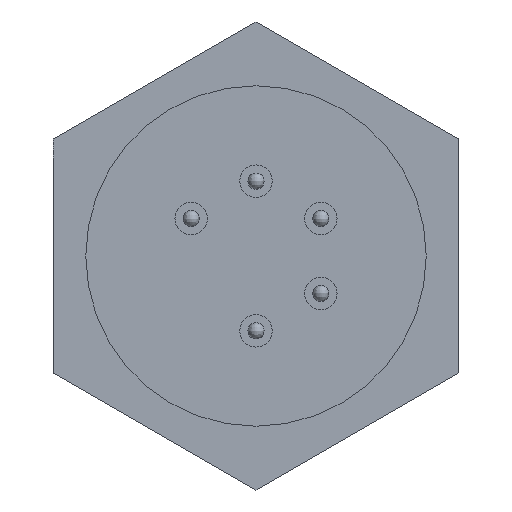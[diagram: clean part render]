
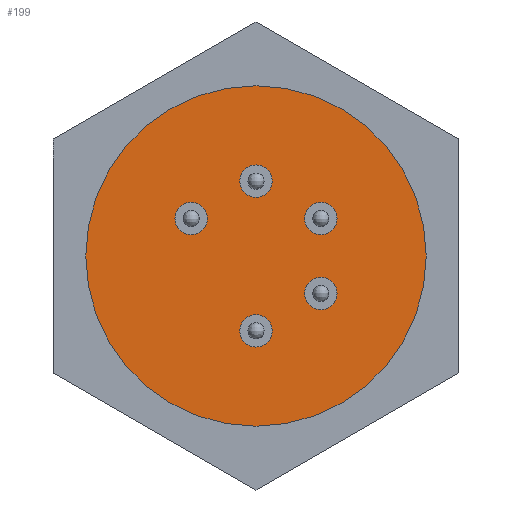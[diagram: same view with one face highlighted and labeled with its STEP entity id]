
A CAD part, front view. The second image highlights one B-rep face of the part: STEP entity #199.
In plain terms, the highlighted planar face has unit normal (0, -1, 0).
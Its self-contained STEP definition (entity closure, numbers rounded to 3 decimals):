
#15 = FACE_BOUND ( 'NONE', #2776, .T. ) ;
#60 = FACE_BOUND ( 'NONE', #1949, .T. ) ;
#64 = AXIS2_PLACEMENT_3D ( 'NONE', #604, #609, #611 ) ;
#105 = DIRECTION ( 'NONE',  ( -1., 0., 0. ) ) ;
#158 = VERTEX_POINT ( 'NONE', #220 ) ;
#199 = ADVANCED_FACE ( 'NONE', ( #251, #623, #2880, #15, #2163, #60 ), #361, .T. ) ;
#215 = EDGE_LOOP ( 'NONE', ( #792, #637 ) ) ;
#220 = CARTESIAN_POINT ( 'NONE',  ( -0.798, -12.951, 30.91 ) ) ;
#251 = FACE_OUTER_BOUND ( 'NONE', #339, .T. ) ;
#254 = AXIS2_PLACEMENT_3D ( 'NONE', #2363, #2361, #2358 ) ;
#308 = VERTEX_POINT ( 'NONE', #461 ) ;
#339 = EDGE_LOOP ( 'NONE', ( #502, #1186 ) ) ;
#361 = PLANE ( 'NONE',  #1379 ) ;
#363 = EDGE_CURVE ( 'NONE', #308, #521, #591, .T. ) ;
#369 = CARTESIAN_POINT ( 'NONE',  ( 6.351, -12.951, 28.6 ) ) ;
#390 = DIRECTION ( 'NONE',  ( 1., 0., 0. ) ) ;
#431 = EDGE_CURVE ( 'NONE', #158, #2596, #2604, .T. ) ;
#461 = CARTESIAN_POINT ( 'NONE',  ( -0.799, -12.951, 26.291 ) ) ;
#467 = AXIS2_PLACEMENT_3D ( 'NONE', #2178, #2179, #2184 ) ;
#487 = VERTEX_POINT ( 'NONE', #670 ) ;
#501 = CIRCLE ( 'NONE', #467, 10.5 ) ;
#502 = ORIENTED_EDGE ( 'NONE', *, *, #1227, .F. ) ;
#521 = VERTEX_POINT ( 'NONE', #730 ) ;
#591 = CIRCLE ( 'NONE', #64, 1. ) ;
#604 = CARTESIAN_POINT ( 'NONE',  ( 0.201, -12.951, 26.291 ) ) ;
#606 = AXIS2_PLACEMENT_3D ( 'NONE', #1921, #1922, #105 ) ;
#609 = DIRECTION ( 'NONE',  ( 0., 1., 0. ) ) ;
#611 = DIRECTION ( 'NONE',  ( -1., 0., 0. ) ) ;
#623 = FACE_BOUND ( 'NONE', #2654, .T. ) ;
#637 = ORIENTED_EDGE ( 'NONE', *, *, #1192, .T. ) ;
#653 = DIRECTION ( 'NONE',  ( 0., -1., 0. ) ) ;
#670 = CARTESIAN_POINT ( 'NONE',  ( -2.8, -12.951, 23.981 ) ) ;
#682 = ORIENTED_EDGE ( 'NONE', *, *, #1206, .T. ) ;
#684 = CARTESIAN_POINT ( 'NONE',  ( 0.202, -12.951, 30.91 ) ) ;
#687 = DIRECTION ( 'NONE',  ( 0., 1., 0. ) ) ;
#689 = CIRCLE ( 'NONE', #891, 1. ) ;
#690 = DIRECTION ( 'NONE',  ( -1., 0., 0. ) ) ;
#730 = CARTESIAN_POINT ( 'NONE',  ( 1.201, -12.951, 26.291 ) ) ;
#753 = EDGE_CURVE ( 'NONE', #988, #487, #2758, .T. ) ;
#761 = EDGE_CURVE ( 'NONE', #1635, #1717, #2819, .T. ) ;
#792 = ORIENTED_EDGE ( 'NONE', *, *, #923, .T. ) ;
#885 = DIRECTION ( 'NONE',  ( -1., 0., 0. ) ) ;
#890 = DIRECTION ( 'NONE',  ( 0., 1., 0. ) ) ;
#891 = AXIS2_PLACEMENT_3D ( 'NONE', #927, #931, #933 ) ;
#893 = CARTESIAN_POINT ( 'NONE',  ( -3.8, -12.951, 23.981 ) ) ;
#923 = EDGE_CURVE ( 'NONE', #2212, #1017, #689, .T. ) ;
#927 = CARTESIAN_POINT ( 'NONE',  ( -3.799, -12.951, 33.219 ) ) ;
#931 = DIRECTION ( 'NONE',  ( 0., 1., 0. ) ) ;
#933 = DIRECTION ( 'NONE',  ( -1., 0., 0. ) ) ;
#988 = VERTEX_POINT ( 'NONE', #1156 ) ;
#1017 = VERTEX_POINT ( 'NONE', #1329 ) ;
#1088 = CIRCLE ( 'NONE', #606, 1. ) ;
#1104 = ORIENTED_EDGE ( 'NONE', *, *, #1201, .T. ) ;
#1156 = CARTESIAN_POINT ( 'NONE',  ( -4.8, -12.951, 23.981 ) ) ;
#1184 = EDGE_CURVE ( 'NONE', #1717, #1635, #1215, .T. ) ;
#1186 = ORIENTED_EDGE ( 'NONE', *, *, #1906, .F. ) ;
#1192 = EDGE_CURVE ( 'NONE', #1017, #2212, #1267, .T. ) ;
#1201 = EDGE_CURVE ( 'NONE', #487, #988, #1088, .T. ) ;
#1204 = EDGE_CURVE ( 'NONE', #521, #308, #2062, .T. ) ;
#1206 = EDGE_CURVE ( 'NONE', #2596, #158, #1563, .T. ) ;
#1215 = CIRCLE ( 'NONE', #1681, 1. ) ;
#1227 = EDGE_CURVE ( 'NONE', #1585, #2350, #501, .T. ) ;
#1264 = CARTESIAN_POINT ( 'NONE',  ( 6.701, -12.951, 28.6 ) ) ;
#1266 = AXIS2_PLACEMENT_3D ( 'NONE', #1948, #1955, #1956 ) ;
#1267 = CIRCLE ( 'NONE', #2119, 1. ) ;
#1329 = CARTESIAN_POINT ( 'NONE',  ( -2.799, -12.951, 33.219 ) ) ;
#1379 = AXIS2_PLACEMENT_3D ( 'NONE', #369, #653, #390 ) ;
#1563 = CIRCLE ( 'NONE', #1266, 1. ) ;
#1585 = VERTEX_POINT ( 'NONE', #1264 ) ;
#1635 = VERTEX_POINT ( 'NONE', #1977 ) ;
#1681 = AXIS2_PLACEMENT_3D ( 'NONE', #2785, #1890, #1891 ) ;
#1717 = VERTEX_POINT ( 'NONE', #2887 ) ;
#1850 = ORIENTED_EDGE ( 'NONE', *, *, #761, .T. ) ;
#1889 = CARTESIAN_POINT ( 'NONE',  ( 1.202, -12.951, 30.91 ) ) ;
#1890 = DIRECTION ( 'NONE',  ( 0., 1., 0. ) ) ;
#1891 = DIRECTION ( 'NONE',  ( -1., 0., 0. ) ) ;
#1906 = EDGE_CURVE ( 'NONE', #2350, #1585, #2689, .T. ) ;
#1916 = CARTESIAN_POINT ( 'NONE',  ( -3.799, -12.951, 33.219 ) ) ;
#1918 = DIRECTION ( 'NONE',  ( 0., 1., 0. ) ) ;
#1919 = DIRECTION ( 'NONE',  ( -1., 0., 0. ) ) ;
#1921 = CARTESIAN_POINT ( 'NONE',  ( -3.8, -12.951, 23.981 ) ) ;
#1922 = DIRECTION ( 'NONE',  ( 0., 1., 0. ) ) ;
#1930 = CARTESIAN_POINT ( 'NONE',  ( 0.201, -12.951, 26.291 ) ) ;
#1931 = DIRECTION ( 'NONE',  ( 0., 1., 0. ) ) ;
#1938 = ORIENTED_EDGE ( 'NONE', *, *, #363, .T. ) ;
#1939 = DIRECTION ( 'NONE',  ( -1., 0., 0. ) ) ;
#1948 = CARTESIAN_POINT ( 'NONE',  ( 0.202, -12.951, 30.91 ) ) ;
#1949 = EDGE_LOOP ( 'NONE', ( #1850, #2583 ) ) ;
#1955 = DIRECTION ( 'NONE',  ( 0., 1., 0. ) ) ;
#1956 = DIRECTION ( 'NONE',  ( -1., 0., 0. ) ) ;
#1965 = CARTESIAN_POINT ( 'NONE',  ( -7.8, -12.951, 30.909 ) ) ;
#1967 = DIRECTION ( 'NONE',  ( 0., 1., 0. ) ) ;
#1972 = DIRECTION ( 'NONE',  ( -1., 0., 0. ) ) ;
#1977 = CARTESIAN_POINT ( 'NONE',  ( -8.8, -12.951, 30.909 ) ) ;
#2058 = AXIS2_PLACEMENT_3D ( 'NONE', #1930, #1931, #1939 ) ;
#2062 = CIRCLE ( 'NONE', #2058, 1. ) ;
#2104 = CARTESIAN_POINT ( 'NONE',  ( -14.299, -12.951, 28.6 ) ) ;
#2119 = AXIS2_PLACEMENT_3D ( 'NONE', #1916, #1918, #1919 ) ;
#2163 = FACE_BOUND ( 'NONE', #215, .T. ) ;
#2178 = CARTESIAN_POINT ( 'NONE',  ( -3.799, -12.951, 28.6 ) ) ;
#2179 = DIRECTION ( 'NONE',  ( 0., 1., 0. ) ) ;
#2184 = DIRECTION ( 'NONE',  ( 1., 0., 0. ) ) ;
#2185 = AXIS2_PLACEMENT_3D ( 'NONE', #1965, #1967, #1972 ) ;
#2197 = CARTESIAN_POINT ( 'NONE',  ( -4.799, -12.951, 33.219 ) ) ;
#2212 = VERTEX_POINT ( 'NONE', #2197 ) ;
#2350 = VERTEX_POINT ( 'NONE', #2104 ) ;
#2358 = DIRECTION ( 'NONE',  ( 1., 0., 0. ) ) ;
#2361 = DIRECTION ( 'NONE',  ( 0., 1., 0. ) ) ;
#2363 = CARTESIAN_POINT ( 'NONE',  ( -3.799, -12.951, 28.6 ) ) ;
#2553 = ORIENTED_EDGE ( 'NONE', *, *, #431, .T. ) ;
#2583 = ORIENTED_EDGE ( 'NONE', *, *, #1184, .T. ) ;
#2596 = VERTEX_POINT ( 'NONE', #1889 ) ;
#2604 = CIRCLE ( 'NONE', #2835, 1. ) ;
#2654 = EDGE_LOOP ( 'NONE', ( #2553, #682 ) ) ;
#2657 = ORIENTED_EDGE ( 'NONE', *, *, #1204, .T. ) ;
#2689 = CIRCLE ( 'NONE', #254, 10.5 ) ;
#2692 = EDGE_LOOP ( 'NONE', ( #1938, #2657 ) ) ;
#2758 = CIRCLE ( 'NONE', #2781, 1. ) ;
#2776 = EDGE_LOOP ( 'NONE', ( #2948, #1104 ) ) ;
#2781 = AXIS2_PLACEMENT_3D ( 'NONE', #893, #890, #885 ) ;
#2785 = CARTESIAN_POINT ( 'NONE',  ( -7.8, -12.951, 30.909 ) ) ;
#2819 = CIRCLE ( 'NONE', #2185, 1. ) ;
#2835 = AXIS2_PLACEMENT_3D ( 'NONE', #684, #687, #690 ) ;
#2880 = FACE_BOUND ( 'NONE', #2692, .T. ) ;
#2887 = CARTESIAN_POINT ( 'NONE',  ( -6.8, -12.951, 30.909 ) ) ;
#2948 = ORIENTED_EDGE ( 'NONE', *, *, #753, .T. ) ;
